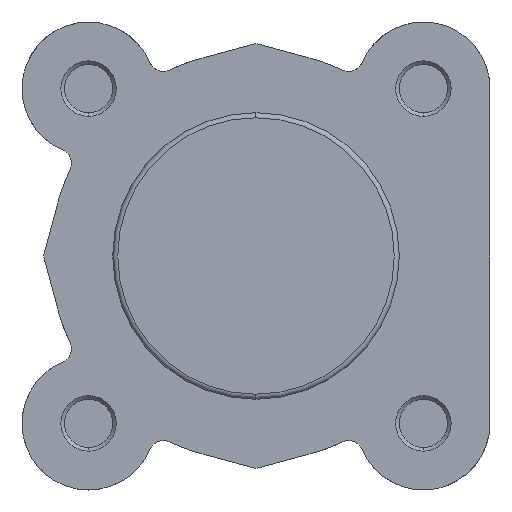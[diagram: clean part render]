
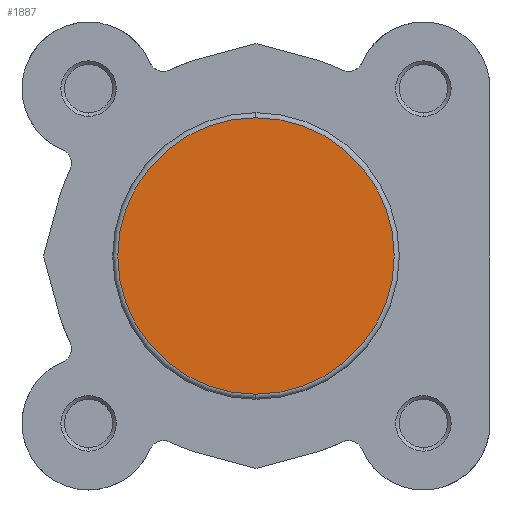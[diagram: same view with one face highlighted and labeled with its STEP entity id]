
A CAD part, left-side view. The second image highlights one B-rep face of the part: STEP entity #1887.
In plain terms, the highlighted planar face has unit normal (-1, 0, 0).
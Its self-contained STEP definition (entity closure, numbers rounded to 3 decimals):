
#40 = ORIENTED_EDGE ( 'NONE', *, *, #891, .T. ) ;
#78 = ORIENTED_EDGE ( 'NONE', *, *, #783, .T. ) ;
#783 = EDGE_CURVE ( 'NONE', #6790, #6791, #2279, .T. ) ;
#891 = EDGE_CURVE ( 'NONE', #6791, #6790, #2436, .T. ) ;
#1263 = AXIS2_PLACEMENT_3D ( 'NONE', #3557, #3558, #3559 ) ;
#1324 = AXIS2_PLACEMENT_3D ( 'NONE', #3827, #3834, #3835 ) ;
#1619 = AXIS2_PLACEMENT_3D ( 'NONE', #5029, #5031, #5032 ) ;
#1887 = ADVANCED_FACE ( 'NONE', ( #6028 ), #5030, .F. ) ;
#2037 = EDGE_LOOP ( 'NONE', ( #78, #40 ) ) ;
#2279 = CIRCLE ( 'NONE', #1263, 19.2 ) ;
#2436 = CIRCLE ( 'NONE', #1324, 19.2 ) ;
#3557 = CARTESIAN_POINT ( 'NONE',  ( 0., 0., 0. ) ) ;
#3558 = DIRECTION ( 'NONE',  ( -1., 0., 0. ) ) ;
#3559 = DIRECTION ( 'NONE',  ( 0., 0., -1. ) ) ;
#3827 = CARTESIAN_POINT ( 'NONE',  ( 0., 0., 0. ) ) ;
#3834 = DIRECTION ( 'NONE',  ( -1., 0., 0. ) ) ;
#3835 = DIRECTION ( 'NONE',  ( 0., 0., -1. ) ) ;
#5029 = CARTESIAN_POINT ( 'NONE',  ( 0., 12.5, 0. ) ) ;
#5030 = PLANE ( 'NONE',  #1619 ) ;
#5031 = DIRECTION ( 'NONE',  ( 1., 0., 0. ) ) ;
#5032 = DIRECTION ( 'NONE',  ( 0., 0., -1. ) ) ;
#5670 = CARTESIAN_POINT ( 'NONE',  ( 0., 0., -19.2 ) ) ;
#5671 = CARTESIAN_POINT ( 'NONE',  ( 0., 0., 19.2 ) ) ;
#6028 = FACE_OUTER_BOUND ( 'NONE', #2037, .T. ) ;
#6790 = VERTEX_POINT ( 'NONE', #5670 ) ;
#6791 = VERTEX_POINT ( 'NONE', #5671 ) ;
